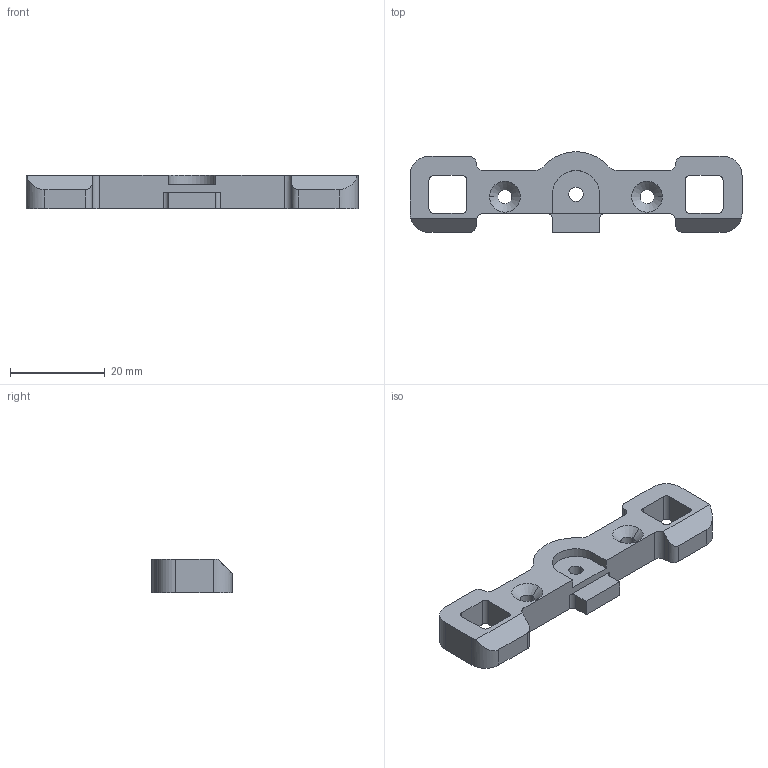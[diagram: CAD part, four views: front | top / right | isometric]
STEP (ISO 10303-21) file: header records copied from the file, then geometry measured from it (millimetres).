
FILE_DESCRIPTION (( 'STEP AP203' ), '1' );
FILE_NAME ('Cale 1.STEP', '2023-05-30T07:38:21', ( '' ), ( '' ), 'SwSTEP 2.0', 'SolidWorks 2015', '' );
FILE_SCHEMA (( 'CONFIG_CONTROL_DESIGN' ));
Length unit declared in the file: millimetre
Products named in the file (1): Cale 1
Bounding box: 70 x 17 x 7 mm (x, y, z)
Volume: 4728.2 mm3; surface area: 3336.1 mm2
Topology: 1 solids, 1 shells, 84 faces, 236 edges, 156 vertices
Faces by surface type: cylinder 40, plane 40, cone 4
Entity records: 2827 total; most frequent: CARTESIAN_POINT 495, DIRECTION 482, ORIENTED_EDGE 472, EDGE_CURVE 236, AXIS2_PLACEMENT_3D 167, VERTEX_POINT 156, LINE 148, VECTOR 148
